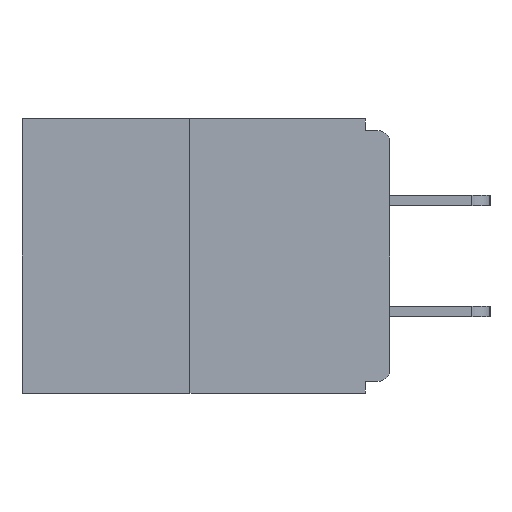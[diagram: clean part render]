
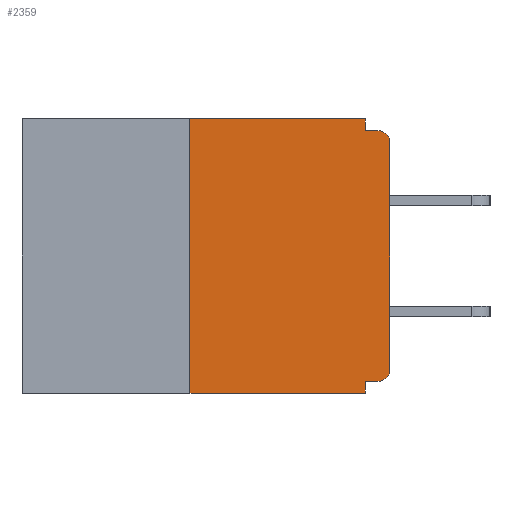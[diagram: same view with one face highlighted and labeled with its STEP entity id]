
A CAD part, left-side view. The second image highlights one B-rep face of the part: STEP entity #2359.
In plain terms, the highlighted planar face has unit normal (-1, 0, 0).
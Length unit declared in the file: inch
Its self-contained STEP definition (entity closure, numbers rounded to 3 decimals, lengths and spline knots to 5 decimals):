
#58 = PLANE ( 'NONE',  #3066 ) ;
#257 = DIRECTION ( 'NONE',  ( -1., 0., 0. ) ) ;
#394 = LINE ( 'NONE', #5991, #8763 ) ;
#467 = CARTESIAN_POINT ( 'NONE',  ( 0., 0.25, -0.343 ) ) ;
#511 = FACE_OUTER_BOUND ( 'NONE', #14703, .T. ) ;
#731 = CARTESIAN_POINT ( 'NONE',  ( 0., 0.46, 0. ) ) ;
#1052 = DIRECTION ( 'NONE',  ( 0., 1., 0. ) ) ;
#1304 = DIRECTION ( 'NONE',  ( 0., -1., 0. ) ) ;
#1399 = VERTEX_POINT ( 'NONE', #6967 ) ;
#1666 = CARTESIAN_POINT ( 'NONE',  ( 0., 0.015, -0.03 ) ) ;
#1937 = DIRECTION ( 'NONE',  ( 0., 0., -1. ) ) ;
#2359 = ADVANCED_FACE ( 'NONE', ( #511 ), #58, .F. ) ;
#2777 = LINE ( 'NONE', #16945, #20121 ) ;
#2920 = AXIS2_PLACEMENT_3D ( 'NONE', #20359, #257, #1937 ) ;
#3066 = AXIS2_PLACEMENT_3D ( 'NONE', #18466, #13614, #6912 ) ;
#3317 = ORIENTED_EDGE ( 'NONE', *, *, #8424, .F. ) ;
#3900 = EDGE_CURVE ( 'NONE', #12094, #12164, #2777, .T. ) ;
#4258 = DIRECTION ( 'NONE',  ( 0., 0., -1. ) ) ;
#4537 = ORIENTED_EDGE ( 'NONE', *, *, #12978, .T. ) ;
#4870 = CARTESIAN_POINT ( 'NONE',  ( 0., 0., -0.313 ) ) ;
#4949 = DIRECTION ( 'NONE',  ( 0., 0., -1. ) ) ;
#5881 = CARTESIAN_POINT ( 'NONE',  ( 0., 0., -0.03 ) ) ;
#5991 = CARTESIAN_POINT ( 'NONE',  ( 0., 0.46, -0.343 ) ) ;
#6009 = VERTEX_POINT ( 'NONE', #21343 ) ;
#6521 = VECTOR ( 'NONE', #9222, 39.37008 ) ;
#6554 = DIRECTION ( 'NONE',  ( -1., 0., 0. ) ) ;
#6651 = ORIENTED_EDGE ( 'NONE', *, *, #19305, .F. ) ;
#6912 = DIRECTION ( 'NONE',  ( 0., 0., -1. ) ) ;
#6913 = VECTOR ( 'NONE', #1052, 39.37008 ) ;
#6967 = CARTESIAN_POINT ( 'NONE',  ( 0., 0.031, -0.015 ) ) ;
#7033 = EDGE_CURVE ( 'NONE', #1399, #6009, #10096, .T. ) ;
#7048 = LINE ( 'NONE', #10865, #6521 ) ;
#7246 = CARTESIAN_POINT ( 'NONE',  ( 0., 0.031, -0.328 ) ) ;
#7726 = CARTESIAN_POINT ( 'NONE',  ( 0., 0., -0.015 ) ) ;
#8076 = CARTESIAN_POINT ( 'NONE',  ( 0., 0.031, 0. ) ) ;
#8193 = VERTEX_POINT ( 'NONE', #14088 ) ;
#8424 = EDGE_CURVE ( 'NONE', #13492, #1399, #19829, .T. ) ;
#8517 = EDGE_CURVE ( 'NONE', #20207, #19632, #394, .T. ) ;
#8763 = VECTOR ( 'NONE', #1304, 39.37008 ) ;
#9222 = DIRECTION ( 'NONE',  ( 0., 0., 1. ) ) ;
#9304 = ORIENTED_EDGE ( 'NONE', *, *, #7033, .F. ) ;
#10096 = LINE ( 'NONE', #7726, #16179 ) ;
#10595 = ORIENTED_EDGE ( 'NONE', *, *, #8517, .T. ) ;
#10865 = CARTESIAN_POINT ( 'NONE',  ( 0., 0.25, 0. ) ) ;
#10928 = CARTESIAN_POINT ( 'NONE',  ( 0., 0.031, -0.343 ) ) ;
#11228 = CARTESIAN_POINT ( 'NONE',  ( 0., 0.031, 0. ) ) ;
#11594 = EDGE_CURVE ( 'NONE', #13645, #19632, #13324, .T. ) ;
#12094 = VERTEX_POINT ( 'NONE', #4870 ) ;
#12164 = VERTEX_POINT ( 'NONE', #5881 ) ;
#12678 = CARTESIAN_POINT ( 'NONE',  ( 0., 0.015, -0.328 ) ) ;
#12978 = EDGE_CURVE ( 'NONE', #12164, #6009, #14333, .T. ) ;
#12979 = VECTOR ( 'NONE', #12990, 39.37008 ) ;
#12990 = DIRECTION ( 'NONE',  ( 0., 0., -1. ) ) ;
#13086 = LINE ( 'NONE', #731, #19397 ) ;
#13288 = CARTESIAN_POINT ( 'NONE',  ( 0., 0.031, -0.343 ) ) ;
#13324 = LINE ( 'NONE', #10928, #16734 ) ;
#13492 = VERTEX_POINT ( 'NONE', #8076 ) ;
#13614 = DIRECTION ( 'NONE',  ( 1., 0., 0. ) ) ;
#13645 = VERTEX_POINT ( 'NONE', #7246 ) ;
#13786 = ORIENTED_EDGE ( 'NONE', *, *, #3900, .T. ) ;
#13820 = AXIS2_PLACEMENT_3D ( 'NONE', #1666, #6554, #4949 ) ;
#14013 = DIRECTION ( 'NONE',  ( 0., -1., 0. ) ) ;
#14088 = CARTESIAN_POINT ( 'NONE',  ( 0., 0.25, 0. ) ) ;
#14331 = ORIENTED_EDGE ( 'NONE', *, *, #16460, .F. ) ;
#14333 = CIRCLE ( 'NONE', #13820, 0.015 ) ;
#14569 = CARTESIAN_POINT ( 'NONE',  ( 0., 0., -0.328 ) ) ;
#14703 = EDGE_LOOP ( 'NONE', ( #20391, #14331, #10595, #21631, #6651, #21733, #13786, #4537, #9304, #3317 ) ) ;
#16179 = VECTOR ( 'NONE', #21008, 39.37008 ) ;
#16460 = EDGE_CURVE ( 'NONE', #20207, #8193, #7048, .T. ) ;
#16734 = VECTOR ( 'NONE', #4258, 39.37008 ) ;
#16778 = EDGE_CURVE ( 'NONE', #8193, #13492, #13086, .T. ) ;
#16945 = CARTESIAN_POINT ( 'NONE',  ( 0., 0., 0. ) ) ;
#17033 = EDGE_CURVE ( 'NONE', #18876, #12094, #21499, .T. ) ;
#18466 = CARTESIAN_POINT ( 'NONE',  ( 0., 0.46, 0. ) ) ;
#18876 = VERTEX_POINT ( 'NONE', #12678 ) ;
#19305 = EDGE_CURVE ( 'NONE', #18876, #13645, #21109, .T. ) ;
#19397 = VECTOR ( 'NONE', #14013, 39.37008 ) ;
#19632 = VERTEX_POINT ( 'NONE', #13288 ) ;
#19829 = LINE ( 'NONE', #11228, #12979 ) ;
#20121 = VECTOR ( 'NONE', #20309, 39.37008 ) ;
#20207 = VERTEX_POINT ( 'NONE', #467 ) ;
#20309 = DIRECTION ( 'NONE',  ( 0., 0., 1. ) ) ;
#20359 = CARTESIAN_POINT ( 'NONE',  ( 0., 0.015, -0.313 ) ) ;
#20391 = ORIENTED_EDGE ( 'NONE', *, *, #16778, .F. ) ;
#21008 = DIRECTION ( 'NONE',  ( 0., -1., 0. ) ) ;
#21109 = LINE ( 'NONE', #14569, #6913 ) ;
#21343 = CARTESIAN_POINT ( 'NONE',  ( 0., 0.015, -0.015 ) ) ;
#21499 = CIRCLE ( 'NONE', #2920, 0.015 ) ;
#21631 = ORIENTED_EDGE ( 'NONE', *, *, #11594, .F. ) ;
#21733 = ORIENTED_EDGE ( 'NONE', *, *, #17033, .T. ) ;
